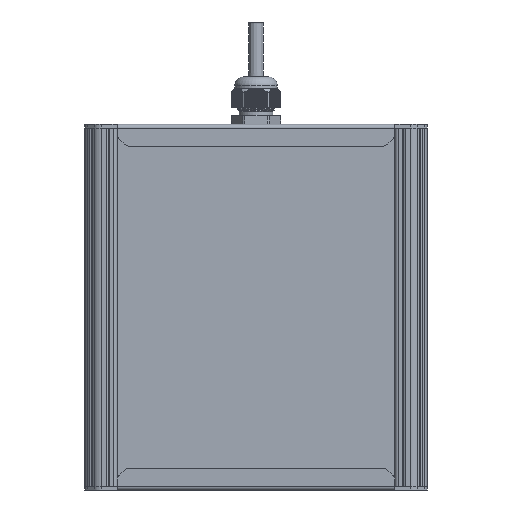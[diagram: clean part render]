
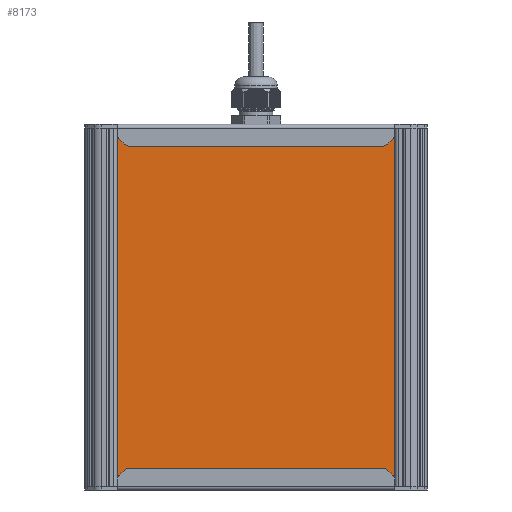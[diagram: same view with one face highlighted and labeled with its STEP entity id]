
A CAD part, front view. The second image highlights one B-rep face of the part: STEP entity #8173.
In plain terms, the highlighted face is planar.
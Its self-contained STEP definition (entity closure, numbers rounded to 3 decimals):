
#8173=ADVANCED_FACE('',(#21819),#21821,.T.);
#21819=FACE_BOUND('',#21820,.T.);
#21820=EDGE_LOOP('',(#48353,#48354,#48355,#48356));
#21821=PLANE('',#21822);
#21822=AXIS2_PLACEMENT_3D('',#21823,#21824,#21825);
#21823=CARTESIAN_POINT('',(2111.497,401.002,-34.582));
#21824=DIRECTION('',(0.,0.,-1.));
#21825=DIRECTION('',(0.,1.,0.));
#48353=ORIENTED_EDGE('',*,*,#54942,.T.);
#48354=ORIENTED_EDGE('',*,*,#54941,.F.);
#48355=ORIENTED_EDGE('',*,*,#54943,.F.);
#48356=ORIENTED_EDGE('',*,*,#54944,.T.);
#54941=EDGE_CURVE('',#60535,#60533,#60537,.T.);
#54942=EDGE_CURVE('',#60538,#60533,#60539,.T.);
#54943=EDGE_CURVE('',#60540,#60535,#60541,.T.);
#54944=EDGE_CURVE('',#60540,#60538,#60542,.T.);
#60533=VERTEX_POINT('',#78253);
#60535=VERTEX_POINT('',#78257);
#60537=LINE('',#78261,#78262);
#60538=VERTEX_POINT('',#78264);
#60539=LINE('',#78265,#78266);
#60540=VERTEX_POINT('',#78268);
#60541=LINE('',#78269,#78270);
#60542=LINE('',#78272,#78273);
#78253=CARTESIAN_POINT('',(2307.497,401.002,-34.582));
#78257=CARTESIAN_POINT('',(2111.497,401.002,-34.582));
#78261=CARTESIAN_POINT('',(2111.497,401.002,-34.582));
#78262=VECTOR('',#78263,1.);
#78263=DIRECTION('',(1.,0.,0.));
#78264=CARTESIAN_POINT('',(2307.497,565.13,-34.582));
#78265=CARTESIAN_POINT('',(2307.497,565.13,-34.582));
#78266=VECTOR('',#78267,1.);
#78267=DIRECTION('',(0.,-1.,0.));
#78268=CARTESIAN_POINT('',(2111.497,565.13,-34.582));
#78269=CARTESIAN_POINT('',(2111.497,565.13,-34.582));
#78270=VECTOR('',#78271,1.);
#78271=DIRECTION('',(0.,-1.,0.));
#78272=CARTESIAN_POINT('',(2111.497,565.13,-34.582));
#78273=VECTOR('',#78274,1.);
#78274=DIRECTION('',(1.,0.,0.));
